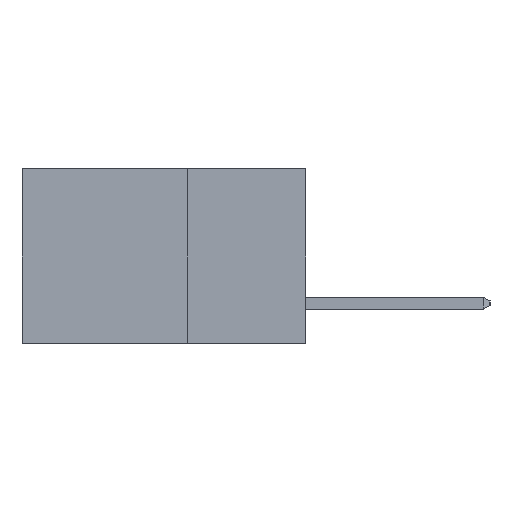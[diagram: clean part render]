
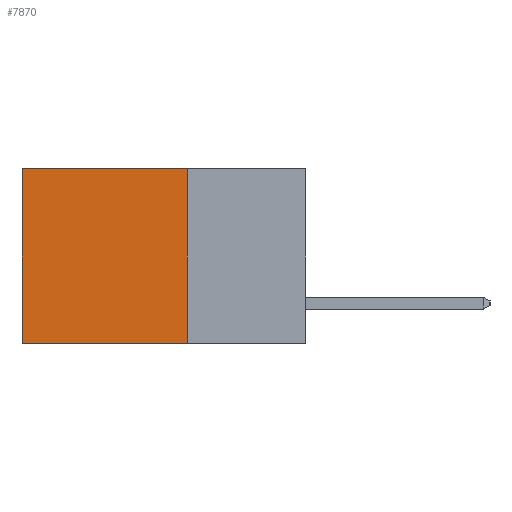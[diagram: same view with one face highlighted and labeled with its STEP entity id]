
A CAD part, left-side view. The second image highlights one B-rep face of the part: STEP entity #7870.
In plain terms, the highlighted planar face has unit normal (-1, 0, 0).
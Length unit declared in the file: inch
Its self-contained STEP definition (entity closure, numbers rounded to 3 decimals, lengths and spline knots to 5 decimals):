
#171 = CARTESIAN_POINT ( 'NONE',  ( 0.2615, 0.25, -0.37 ) ) ;
#654 = EDGE_CURVE ( 'NONE', #4157, #4604, #14145, .T. ) ;
#1365 = VECTOR ( 'NONE', #5820, 39.37008 ) ;
#1766 = LINE ( 'NONE', #10743, #1365 ) ;
#1889 = PLANE ( 'NONE',  #6540 ) ;
#2759 = VECTOR ( 'NONE', #12655, 39.37008 ) ;
#3164 = DIRECTION ( 'NONE',  ( 0., 0., -1. ) ) ;
#3514 = ORIENTED_EDGE ( 'NONE', *, *, #6922, .F. ) ;
#4128 = CARTESIAN_POINT ( 'NONE',  ( 0.2615, 0.6, -0.37 ) ) ;
#4157 = VERTEX_POINT ( 'NONE', #171 ) ;
#4604 = VERTEX_POINT ( 'NONE', #4128 ) ;
#5239 = ORIENTED_EDGE ( 'NONE', *, *, #654, .F. ) ;
#5820 = DIRECTION ( 'NONE',  ( 0., 1., 0. ) ) ;
#6142 = LINE ( 'NONE', #15017, #2759 ) ;
#6401 = CARTESIAN_POINT ( 'NONE',  ( 0.2615, 0.6, 0. ) ) ;
#6540 = AXIS2_PLACEMENT_3D ( 'NONE', #14244, #10662, #3164 ) ;
#6922 = EDGE_CURVE ( 'NONE', #14840, #4157, #11870, .T. ) ;
#7251 = VECTOR ( 'NONE', #13382, 39.37008 ) ;
#7391 = FACE_OUTER_BOUND ( 'NONE', #14534, .T. ) ;
#7839 = CARTESIAN_POINT ( 'NONE',  ( 0.2615, 0.25, 0. ) ) ;
#7870 = ADVANCED_FACE ( 'NONE', ( #7391 ), #1889, .F. ) ;
#8624 = VECTOR ( 'NONE', #14979, 39.37008 ) ;
#9172 = ORIENTED_EDGE ( 'NONE', *, *, #15860, .T. ) ;
#10156 = CARTESIAN_POINT ( 'NONE',  ( 0.2615, 0.25, -0.37 ) ) ;
#10662 = DIRECTION ( 'NONE',  ( 1., 0., 0. ) ) ;
#10743 = CARTESIAN_POINT ( 'NONE',  ( 0.2615, 0.25, 0. ) ) ;
#11188 = ORIENTED_EDGE ( 'NONE', *, *, #15555, .T. ) ;
#11870 = LINE ( 'NONE', #10156, #8624 ) ;
#12655 = DIRECTION ( 'NONE',  ( 0., 0., -1. ) ) ;
#12768 = VERTEX_POINT ( 'NONE', #6401 ) ;
#13058 = CARTESIAN_POINT ( 'NONE',  ( 0.2615, 0.25, -0.37 ) ) ;
#13382 = DIRECTION ( 'NONE',  ( 0., 1., 0. ) ) ;
#14145 = LINE ( 'NONE', #13058, #7251 ) ;
#14244 = CARTESIAN_POINT ( 'NONE',  ( 0.2615, 0.25, -0.37 ) ) ;
#14534 = EDGE_LOOP ( 'NONE', ( #11188, #5239, #3514, #9172 ) ) ;
#14840 = VERTEX_POINT ( 'NONE', #7839 ) ;
#14979 = DIRECTION ( 'NONE',  ( 0., 0., -1. ) ) ;
#15017 = CARTESIAN_POINT ( 'NONE',  ( 0.2615, 0.6, -0.37 ) ) ;
#15555 = EDGE_CURVE ( 'NONE', #12768, #4604, #6142, .T. ) ;
#15860 = EDGE_CURVE ( 'NONE', #14840, #12768, #1766, .T. ) ;
